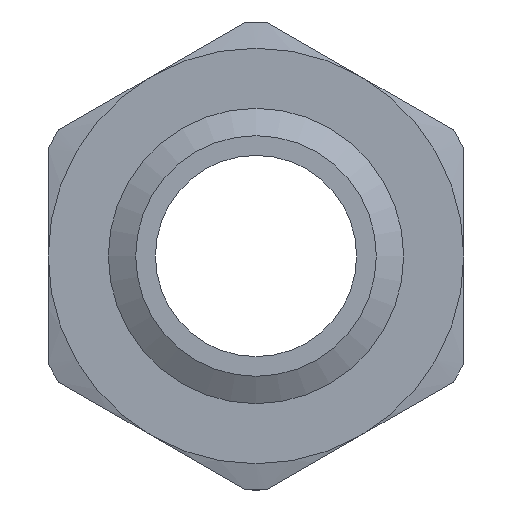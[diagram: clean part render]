
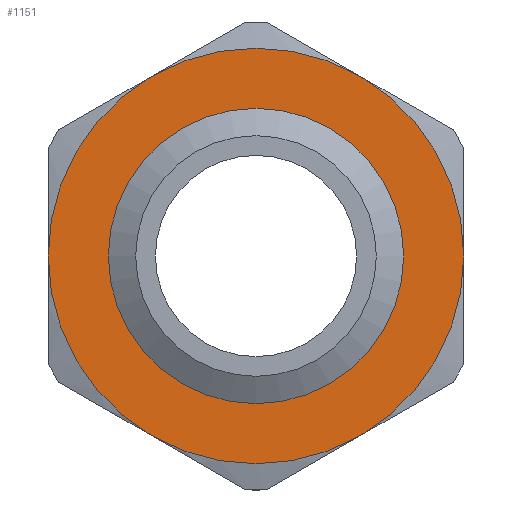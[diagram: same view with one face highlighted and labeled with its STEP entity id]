
A CAD part, left-side view. The second image highlights one B-rep face of the part: STEP entity #1151.
In plain terms, the highlighted planar face has unit normal (-1, 0, 0).
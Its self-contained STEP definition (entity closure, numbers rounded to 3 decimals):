
#75=CARTESIAN_POINT('',(15.5,4.75,-8.227));
#76=VERTEX_POINT('',#75);
#159=CARTESIAN_POINT('',(15.5,-4.75,-8.227));
#160=VERTEX_POINT('',#159);
#243=CARTESIAN_POINT('',(15.5,-9.5,0.));
#244=VERTEX_POINT('',#243);
#327=CARTESIAN_POINT('',(15.5,-4.75,8.227));
#328=VERTEX_POINT('',#327);
#411=CARTESIAN_POINT('',(15.5,4.75,8.227));
#412=VERTEX_POINT('',#411);
#772=CARTESIAN_POINT('',(15.5,9.5,0.0));
#773=VERTEX_POINT('',#772);
#774=CARTESIAN_POINT('',(15.5,0.0,0.0));
#775=DIRECTION('',(1.0,0.0,0.0));
#776=DIRECTION('',(0.0,1.0,0.0));
#777=AXIS2_PLACEMENT_3D('',#774,#775,#776);
#778=CIRCLE('',#777,9.5);
#779=EDGE_CURVE('',#76,#773,#778,.T.);
#818=CARTESIAN_POINT('',(15.5,0.0,0.0));
#819=DIRECTION('',(1.0,0.0,0.0));
#820=DIRECTION('',(0.0,1.0,0.0));
#821=AXIS2_PLACEMENT_3D('',#818,#819,#820);
#822=CIRCLE('',#821,9.5);
#823=EDGE_CURVE('',#773,#412,#822,.T.);
#836=CARTESIAN_POINT('',(15.5,0.0,0.0));
#837=DIRECTION('',(1.0,0.0,0.0));
#838=DIRECTION('',(0.0,1.0,0.0));
#839=AXIS2_PLACEMENT_3D('',#836,#837,#838);
#840=CIRCLE('',#839,9.5);
#841=EDGE_CURVE('',#412,#328,#840,.T.);
#854=CARTESIAN_POINT('',(15.5,0.0,0.0));
#855=DIRECTION('',(1.0,0.0,0.0));
#856=DIRECTION('',(0.0,1.0,0.0));
#857=AXIS2_PLACEMENT_3D('',#854,#855,#856);
#858=CIRCLE('',#857,9.5);
#859=EDGE_CURVE('',#328,#244,#858,.T.);
#872=CARTESIAN_POINT('',(15.5,0.0,0.0));
#873=DIRECTION('',(1.0,0.0,0.0));
#874=DIRECTION('',(0.0,1.0,0.0));
#875=AXIS2_PLACEMENT_3D('',#872,#873,#874);
#876=CIRCLE('',#875,9.5);
#877=EDGE_CURVE('',#244,#160,#876,.T.);
#1114=CARTESIAN_POINT('',(15.5,6.75,0.0));
#1115=VERTEX_POINT('',#1114);
#1116=CARTESIAN_POINT('',(15.5,0.0,0.0));
#1117=DIRECTION('',(1.0,0.0,0.0));
#1118=DIRECTION('',(0.0,1.0,0.0));
#1119=AXIS2_PLACEMENT_3D('',#1116,#1117,#1118);
#1120=CIRCLE('',#1119,6.75);
#1121=EDGE_CURVE('',#1115,#1115,#1120,.T.);
#1129=CARTESIAN_POINT('',(15.5,8.125,0.0));
#1130=DIRECTION('',(-1.0,0.0,0.0));
#1131=DIRECTION('',(0.0,0.0,1.0));
#1132=AXIS2_PLACEMENT_3D('',#1129,#1130,#1131);
#1133=PLANE('',#1132);
#1134=ORIENTED_EDGE('',*,*,#823,.F.);
#1135=ORIENTED_EDGE('',*,*,#779,.F.);
#1136=CARTESIAN_POINT('',(15.5,0.0,0.0));
#1137=DIRECTION('',(1.0,0.0,0.0));
#1138=DIRECTION('',(0.0,1.0,0.0));
#1139=AXIS2_PLACEMENT_3D('',#1136,#1137,#1138);
#1140=CIRCLE('',#1139,9.5);
#1141=EDGE_CURVE('',#160,#76,#1140,.T.);
#1142=ORIENTED_EDGE('',*,*,#1141,.F.);
#1143=ORIENTED_EDGE('',*,*,#877,.F.);
#1144=ORIENTED_EDGE('',*,*,#859,.F.);
#1145=ORIENTED_EDGE('',*,*,#841,.F.);
#1146=EDGE_LOOP('',(#1134,#1135,#1142,#1143,#1144,#1145));
#1147=FACE_OUTER_BOUND('',#1146,.T.);
#1148=ORIENTED_EDGE('',*,*,#1121,.T.);
#1149=EDGE_LOOP('',(#1148));
#1150=FACE_BOUND('',#1149,.T.);
#1151=ADVANCED_FACE('',(#1147,#1150),#1133,.T.);
